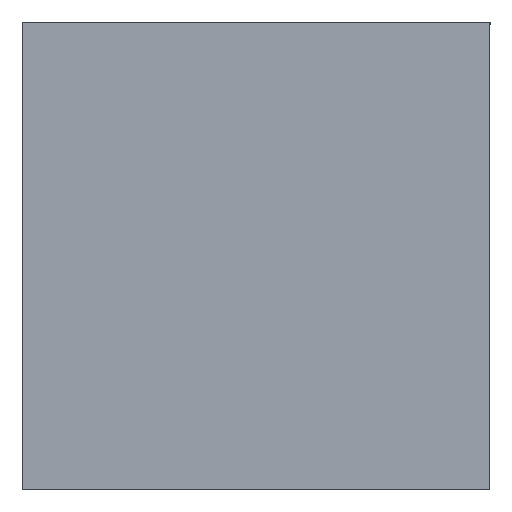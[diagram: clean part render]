
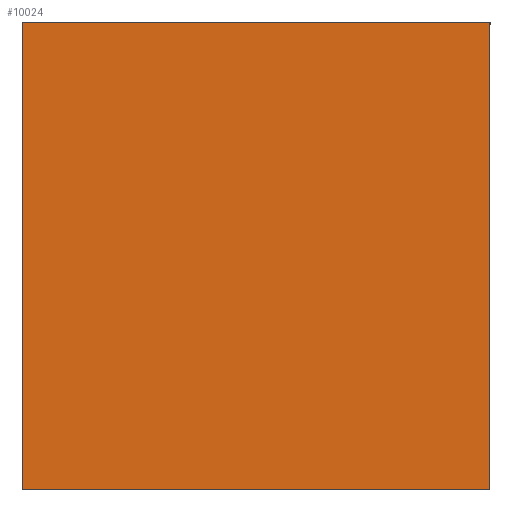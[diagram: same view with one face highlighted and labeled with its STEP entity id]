
A CAD part, front view. The second image highlights one B-rep face of the part: STEP entity #10024.
In plain terms, the highlighted planar face has unit normal (0, -1, 0).
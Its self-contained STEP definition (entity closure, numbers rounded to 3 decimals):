
#1585 = DIRECTION ( 'NONE',  ( 0., -1., 0. ) ) ;
#1903 = VERTEX_POINT ( 'NONE', #3446 ) ;
#2001 = EDGE_LOOP ( 'NONE', ( #9863, #10544, #12603, #5995 ) ) ;
#2033 = EDGE_CURVE ( 'NONE', #10195, #13676, #3856, .T. ) ;
#2119 = LINE ( 'NONE', #5202, #10912 ) ;
#3148 = VECTOR ( 'NONE', #12758, 1000. ) ;
#3275 = VECTOR ( 'NONE', #11156, 1000. ) ;
#3446 = CARTESIAN_POINT ( 'NONE',  ( -32.55, -0.4, 32.55 ) ) ;
#3856 = LINE ( 'NONE', #11820, #3148 ) ;
#4295 = CARTESIAN_POINT ( 'NONE',  ( -32.55, -0.4, -32.55 ) ) ;
#4489 = LINE ( 'NONE', #6650, #12395 ) ;
#5202 = CARTESIAN_POINT ( 'NONE',  ( -32.55, -0.4, -32.55 ) ) ;
#5835 = EDGE_CURVE ( 'NONE', #1903, #10195, #9795, .T. ) ;
#5995 = ORIENTED_EDGE ( 'NONE', *, *, #11853, .F. ) ;
#6144 = CARTESIAN_POINT ( 'NONE',  ( 32.55, -0.4, -32.55 ) ) ;
#6452 = CARTESIAN_POINT ( 'NONE',  ( 32.55, -0.4, 32.55 ) ) ;
#6563 = EDGE_CURVE ( 'NONE', #11430, #1903, #4489, .T. ) ;
#6650 = CARTESIAN_POINT ( 'NONE',  ( -32.55, -0.4, 32.55 ) ) ;
#8684 = DIRECTION ( 'NONE',  ( -1., 0., 0. ) ) ;
#9411 = DIRECTION ( 'NONE',  ( 0., 0., -1. ) ) ;
#9795 = LINE ( 'NONE', #10194, #3275 ) ;
#9863 = ORIENTED_EDGE ( 'NONE', *, *, #2033, .F. ) ;
#10024 = ADVANCED_FACE ( 'NONE', ( #11671 ), #14077, .T. ) ;
#10194 = CARTESIAN_POINT ( 'NONE',  ( -32.55, -0.4, 32.55 ) ) ;
#10195 = VERTEX_POINT ( 'NONE', #6452 ) ;
#10544 = ORIENTED_EDGE ( 'NONE', *, *, #5835, .F. ) ;
#10912 = VECTOR ( 'NONE', #8684, 1000. ) ;
#11137 = DIRECTION ( 'NONE',  ( 0., 0., 1. ) ) ;
#11156 = DIRECTION ( 'NONE',  ( 1., 0., 0. ) ) ;
#11430 = VERTEX_POINT ( 'NONE', #4295 ) ;
#11671 = FACE_OUTER_BOUND ( 'NONE', #2001, .T. ) ;
#11820 = CARTESIAN_POINT ( 'NONE',  ( 32.55, -0.4, 32.55 ) ) ;
#11853 = EDGE_CURVE ( 'NONE', #13676, #11430, #2119, .T. ) ;
#12395 = VECTOR ( 'NONE', #11137, 1000. ) ;
#12603 = ORIENTED_EDGE ( 'NONE', *, *, #6563, .F. ) ;
#12632 = AXIS2_PLACEMENT_3D ( 'NONE', #12874, #1585, #9411 ) ;
#12758 = DIRECTION ( 'NONE',  ( 0., 0., -1. ) ) ;
#12874 = CARTESIAN_POINT ( 'NONE',  ( 32.55, -0.4, -32.55 ) ) ;
#13676 = VERTEX_POINT ( 'NONE', #6144 ) ;
#14077 = PLANE ( 'NONE',  #12632 ) ;
